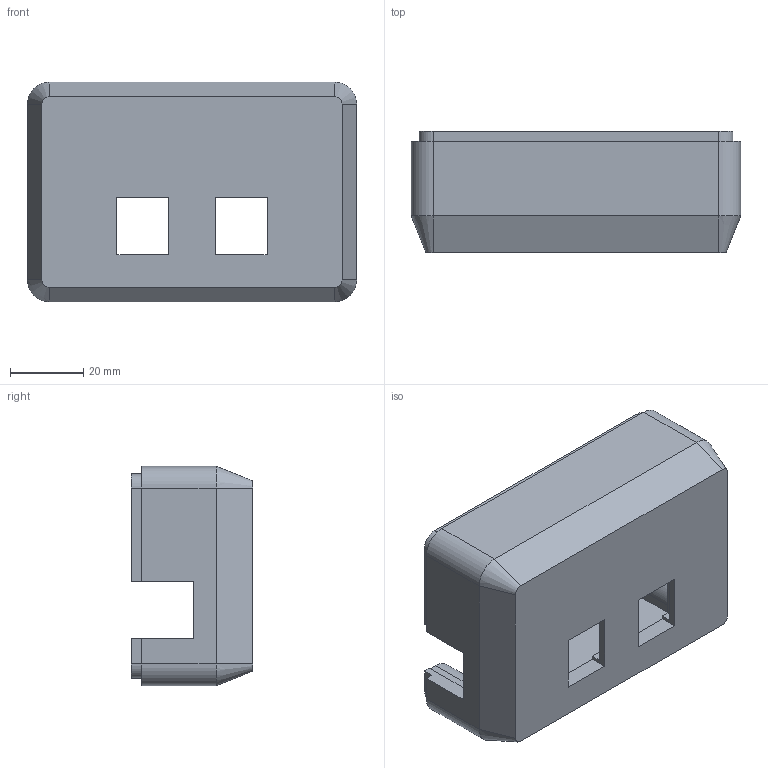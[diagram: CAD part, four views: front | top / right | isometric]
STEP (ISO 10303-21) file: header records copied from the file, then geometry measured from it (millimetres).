
FILE_DESCRIPTION(('FreeCAD Model'),'2;1');
FILE_NAME('Open CASCADE Shape Model','2025-08-02T21:09:22',( 'Jan Graichen'),(''),'Open CASCADE STEP processor 7.6','FreeCAD', 'Unknown');
FILE_SCHEMA(('AUTOMOTIVE_DESIGN { 1 0 10303 214 1 1 1 1 }'));
Length unit declared in the file: millimetre
Products named in the file (1): Top
Bounding box: 90 x 33.2 x 60 mm (x, y, z)
Volume: 53396.9 mm3; surface area: 25928.8 mm2
Topology: 1 solids, 1 shells, 119 faces, 338 edges, 220 vertices
Faces by surface type: plane 95, cylinder 16, cone 8
Full cylindrical faces by diameter (mm): 3.9 x4
Entity records: 8264 total; most frequent: CARTESIAN_POINT 1538, DIRECTION 1252, LINE 914, VECTOR 914, ORIENTED_EDGE 668, PCURVE 668, DEFINITIONAL_REPRESENTATION 668, EDGE_CURVE 334
